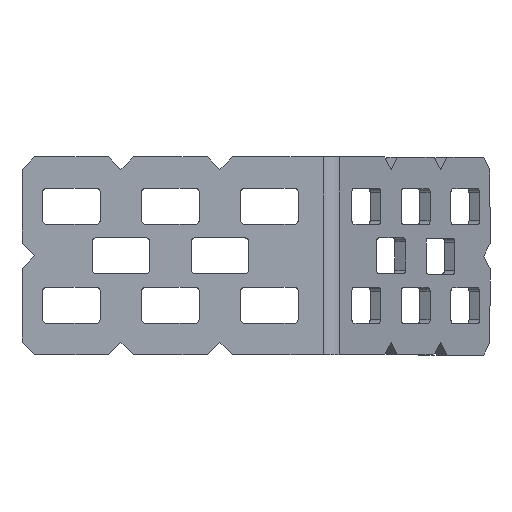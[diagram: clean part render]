
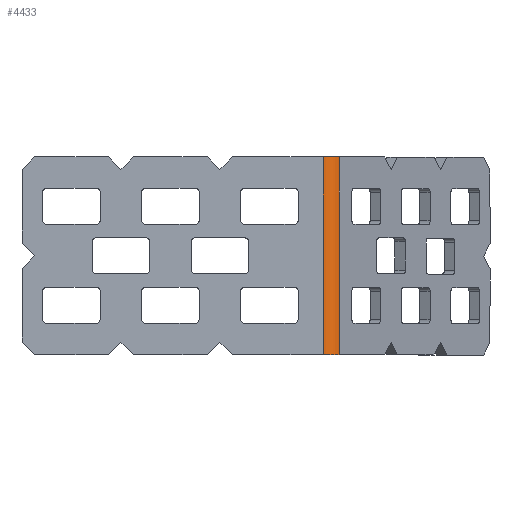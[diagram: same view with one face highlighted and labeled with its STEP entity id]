
A CAD part, top view. The second image highlights one B-rep face of the part: STEP entity #4433.
In plain terms, the highlighted cylindrical face has radius 2.388 mm (diameter 4.775 mm), a partial arc.
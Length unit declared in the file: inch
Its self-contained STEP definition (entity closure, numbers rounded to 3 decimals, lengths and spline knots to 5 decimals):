
#330 = CARTESIAN_POINT ( 'NONE',  ( 0.75202, 0.5, -0.032 ) ) ;
#333 = DIRECTION ( 'NONE',  ( 0., -1., 0. ) ) ;
#408 = VERTEX_POINT ( 'NONE', #1282 ) ;
#423 = EDGE_CURVE ( 'NONE', #3008, #2430, #2363, .T. ) ;
#493 = LINE ( 'NONE', #4542, #3264 ) ;
#762 = AXIS2_PLACEMENT_3D ( 'NONE', #330, #4969, #5456 ) ;
#823 = AXIS2_PLACEMENT_3D ( 'NONE', #4378, #333, #2631 ) ;
#878 = ORIENTED_EDGE ( 'NONE', *, *, #5258, .T. ) ;
#1282 = CARTESIAN_POINT ( 'NONE',  ( 0.83343, -0.5, 0.015 ) ) ;
#1388 = ORIENTED_EDGE ( 'NONE', *, *, #3329, .F. ) ;
#1416 = CARTESIAN_POINT ( 'NONE',  ( 0.75202, -0.5, -0.032 ) ) ;
#1566 = CARTESIAN_POINT ( 'NONE',  ( 0.75202, 0.5, 0.062 ) ) ;
#1636 = CARTESIAN_POINT ( 'NONE',  ( 0.83343, 0., 0.015 ) ) ;
#1819 = EDGE_CURVE ( 'NONE', #3893, #3008, #493, .T. ) ;
#2246 = VECTOR ( 'NONE', #4940, 39.37008 ) ;
#2363 = CIRCLE ( 'NONE', #762, 0.094 ) ;
#2430 = VERTEX_POINT ( 'NONE', #4665 ) ;
#2631 = DIRECTION ( 'NONE',  ( 0.866, 0., 0.5 ) ) ;
#2993 = CYLINDRICAL_SURFACE ( 'NONE', #823, 0.094 ) ;
#3008 = VERTEX_POINT ( 'NONE', #1566 ) ;
#3264 = VECTOR ( 'NONE', #4214, 39.37008 ) ;
#3272 = ORIENTED_EDGE ( 'NONE', *, *, #1819, .F. ) ;
#3329 = EDGE_CURVE ( 'NONE', #408, #3893, #4714, .T. ) ;
#3473 = CARTESIAN_POINT ( 'NONE',  ( 0.75202, -0.5, 0.062 ) ) ;
#3891 = FACE_OUTER_BOUND ( 'NONE', #4393, .T. ) ;
#3893 = VERTEX_POINT ( 'NONE', #3473 ) ;
#4063 = DIRECTION ( 'NONE',  ( 0., -1., 0. ) ) ;
#4194 = ORIENTED_EDGE ( 'NONE', *, *, #423, .F. ) ;
#4214 = DIRECTION ( 'NONE',  ( 0., 1., 0. ) ) ;
#4377 = LINE ( 'NONE', #1636, #2246 ) ;
#4378 = CARTESIAN_POINT ( 'NONE',  ( 0.75202, -0.5, -0.032 ) ) ;
#4393 = EDGE_LOOP ( 'NONE', ( #3272, #1388, #878, #4194 ) ) ;
#4433 = ADVANCED_FACE ( 'NONE', ( #3891 ), #2993, .T. ) ;
#4542 = CARTESIAN_POINT ( 'NONE',  ( 0.75202, -0.5, 0.062 ) ) ;
#4665 = CARTESIAN_POINT ( 'NONE',  ( 0.83343, 0.5, 0.015 ) ) ;
#4714 = CIRCLE ( 'NONE', #5681, 0.094 ) ;
#4940 = DIRECTION ( 'NONE',  ( 0., 1., 0. ) ) ;
#4969 = DIRECTION ( 'NONE',  ( 0., 1., 0. ) ) ;
#5081 = DIRECTION ( 'NONE',  ( 0., 0., -1. ) ) ;
#5258 = EDGE_CURVE ( 'NONE', #408, #2430, #4377, .T. ) ;
#5456 = DIRECTION ( 'NONE',  ( 0., 0., -1. ) ) ;
#5681 = AXIS2_PLACEMENT_3D ( 'NONE', #1416, #4063, #5081 ) ;
